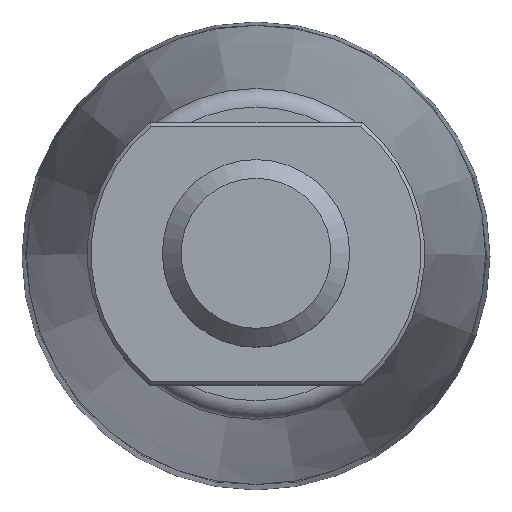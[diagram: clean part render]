
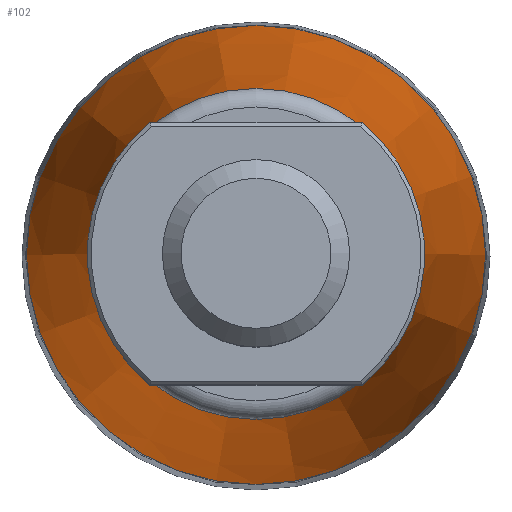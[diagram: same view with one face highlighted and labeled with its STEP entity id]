
A CAD part, top view. The second image highlights one B-rep face of the part: STEP entity #102.
In plain terms, the highlighted conical face has half-angle 6.976 degrees and reference radius 8.726 mm.
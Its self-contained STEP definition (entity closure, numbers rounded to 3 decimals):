
#102 = ADVANCED_FACE( '', ( #239, #240 ), #241, .T. );
#239 = FACE_BOUND( '', #419, .T. );
#240 = FACE_OUTER_BOUND( '', #420, .T. );
#241 = CONICAL_SURFACE( '', #421, 8.726, 0.122 );
#419 = EDGE_LOOP( '', ( #648 ) );
#420 = EDGE_LOOP( '', ( #649 ) );
#421 = AXIS2_PLACEMENT_3D( '', #650, #651, #652 );
#648 = ORIENTED_EDGE( '', *, *, #939, .T. );
#649 = ORIENTED_EDGE( '', *, *, #934, .F. );
#650 = CARTESIAN_POINT( '', ( 0., 0., 46.9 ) );
#651 = DIRECTION( '', ( 0., 0., -1. ) );
#652 = DIRECTION( '', ( -1., 0., 0. ) );
#934 = EDGE_CURVE( '', #1083, #1083, #1084, .T. );
#939 = EDGE_CURVE( '', #1090, #1090, #1091, .F. );
#1083 = VERTEX_POINT( '', #1293 );
#1084 = CIRCLE( '', #1294, 12.25 );
#1090 = VERTEX_POINT( '', #1300 );
#1091 = CIRCLE( '', #1301, 8.833 );
#1293 = CARTESIAN_POINT( '', ( -12.25, 0., 18.1 ) );
#1294 = AXIS2_PLACEMENT_3D( '', #1524, #1525, #1526 );
#1300 = CARTESIAN_POINT( '', ( 8.833, 0., 46.021 ) );
#1301 = AXIS2_PLACEMENT_3D( '', #1536, #1537, #1538 );
#1524 = CARTESIAN_POINT( '', ( 0., 0., 18.1 ) );
#1525 = DIRECTION( '', ( 0., 0., -1. ) );
#1526 = DIRECTION( '', ( -1., 0., 0. ) );
#1536 = CARTESIAN_POINT( '', ( 0., 0., 46.021 ) );
#1537 = DIRECTION( '', ( 0., 0., 1. ) );
#1538 = DIRECTION( '', ( 1., 0., 0. ) );
